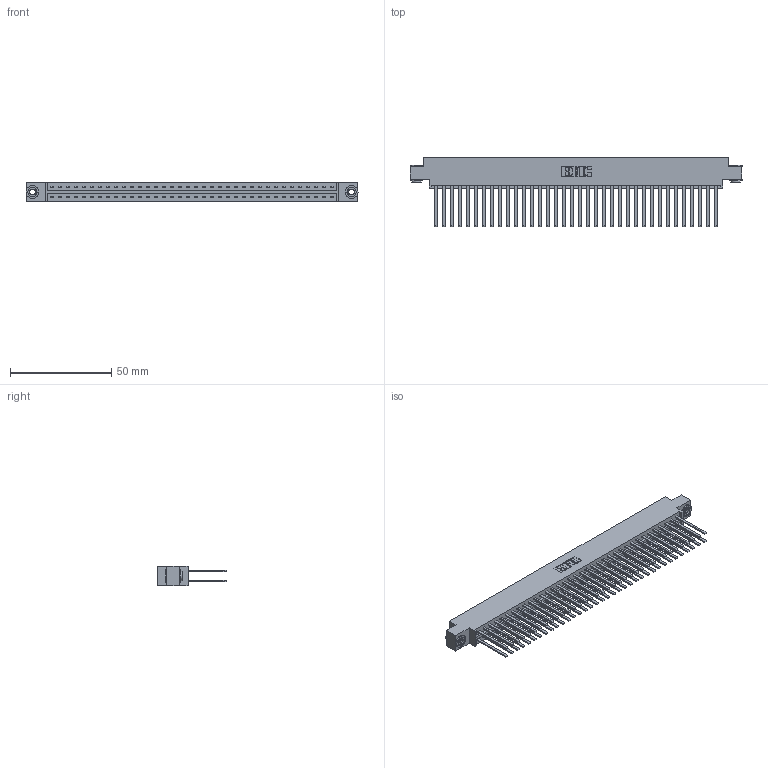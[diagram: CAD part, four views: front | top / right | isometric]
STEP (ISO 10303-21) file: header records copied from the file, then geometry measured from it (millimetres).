
FILE_DESCRIPTION (( 'STEP AP203' ), '1' );
FILE_NAME ('333-072-544-803.STEP', '2018-08-04T21:00:17', ( '' ), ( '' ), 'SwSTEP 2.0', 'SolidWorks 2016', '' );
FILE_SCHEMA (( 'CONFIG_CONTROL_DESIGN' ));
Length unit declared in the file: inch
Products named in the file (4): 333 Part_Offset - .156 Dia - TH; 345-292-001_345-293-144; 345-250-002_345-250-002-102; 333-072-544-803
Assembly tree (75 placements, depth 2):
  333-072-544-803
    333 Part_Offset - .156 Dia - TH
    345-292-001_345-293-144  x72
    345-250-002_345-250-002-102  x2
Bounding box: 164.19 x 34.3 x 9.4 mm (x, y, z)
Volume: 17507.2 mm3; surface area: 24324.8 mm2
Topology: 75 solids, 75 shells, 3468 faces, 10263 edges, 6742 vertices
Faces by surface type: plane 2388, cylinder 1072, cone 8
Entity records: 24534 total; most frequent: CARTESIAN_POINT 4049, ORIENTED_EDGE 3978, DIRECTION 3499, EDGE_CURVE 1989, VECTOR 1841, LINE 1841, VERTEX_POINT 1322, AXIS2_PLACEMENT_3D 829
